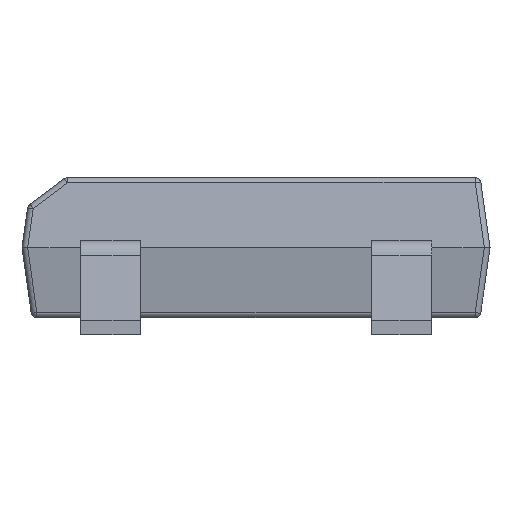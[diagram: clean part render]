
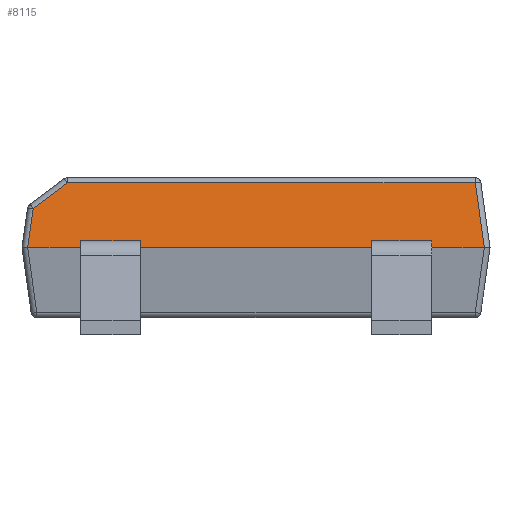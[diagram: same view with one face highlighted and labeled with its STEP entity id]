
A CAD part, left-side view. The second image highlights one B-rep face of the part: STEP entity #8115.
In plain terms, the highlighted planar face has unit normal (-0.99, 0, 0.139).
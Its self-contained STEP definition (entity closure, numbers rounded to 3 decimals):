
#201 = VERTEX_POINT ( 'NONE', #14633 ) ;
#458 = EDGE_CURVE ( 'NONE', #16445, #15185, #8154, .T. ) ;
#610 = EDGE_CURVE ( 'NONE', #12415, #10946, #8741, .T. ) ;
#811 = CARTESIAN_POINT ( 'NONE',  ( -3.183, -2.025, 0.12 ) ) ;
#929 = CARTESIAN_POINT ( 'NONE',  ( -3.107, 3.943, 0.659 ) ) ;
#1044 = CARTESIAN_POINT ( 'NONE',  ( -3.2, -4.001, 0. ) ) ;
#1228 = DIRECTION ( 'NONE',  ( 0.139, 0., 0.99 ) ) ;
#1905 = CARTESIAN_POINT ( 'NONE',  ( -3.103, 3.904, 0.689 ) ) ;
#2068 = VECTOR ( 'NONE', #11799, 1000. ) ;
#2135 = DIRECTION ( 'NONE',  ( 0., 1., 0. ) ) ;
#2533 = VECTOR ( 'NONE', #8295, 1000. ) ;
#2874 = EDGE_CURVE ( 'NONE', #201, #12415, #8521, .T. ) ;
#2907 = ORIENTED_EDGE ( 'NONE', *, *, #12722, .T. ) ;
#3077 = CARTESIAN_POINT ( 'NONE',  ( -3.2, -3.075, 0. ) ) ;
#3248 = VERTEX_POINT ( 'NONE', #12017 ) ;
#3438 = ORIENTED_EDGE ( 'NONE', *, *, #2874, .F. ) ;
#3959 = EDGE_CURVE ( 'NONE', #15334, #10974, #5793, .T. ) ;
#4002 = CARTESIAN_POINT ( 'NONE',  ( -3.2, -2.025, 0. ) ) ;
#4004 = LINE ( 'NONE', #9073, #13482 ) ;
#4597 = DIRECTION ( 'NONE',  ( 0., 1., 0. ) ) ;
#4700 = ORIENTED_EDGE ( 'NONE', *, *, #7622, .T. ) ;
#4708 = VECTOR ( 'NONE', #10923, 1000. ) ;
#5019 = CARTESIAN_POINT ( 'NONE',  ( -3.2, -4.1, 0. ) ) ;
#5140 = VECTOR ( 'NONE', #12398, 1000. ) ;
#5157 = CARTESIAN_POINT ( 'NONE',  ( -3.2, 2.025, 0. ) ) ;
#5166 = VECTOR ( 'NONE', #15781, 1000. ) ;
#5286 = VERTEX_POINT ( 'NONE', #6335 ) ;
#5367 = ORIENTED_EDGE ( 'NONE', *, *, #3959, .T. ) ;
#5609 = LINE ( 'NONE', #14641, #9995 ) ;
#5738 = LINE ( 'NONE', #10845, #13982 ) ;
#5793 = LINE ( 'NONE', #929, #5140 ) ;
#6183 = DIRECTION ( 'NONE',  ( -0.139, 0., -0.99 ) ) ;
#6335 = CARTESIAN_POINT ( 'NONE',  ( -3.2, 4.001, 0. ) ) ;
#6600 = LINE ( 'NONE', #11696, #4708 ) ;
#6796 = CARTESIAN_POINT ( 'NONE',  ( -3.04, 3.307, 1.139 ) ) ;
#7017 = ORIENTED_EDGE ( 'NONE', *, *, #10502, .T. ) ;
#7166 = PLANE ( 'NONE',  #15375 ) ;
#7193 = EDGE_CURVE ( 'NONE', #10974, #5286, #7206, .T. ) ;
#7206 = LINE ( 'NONE', #8384, #2533 ) ;
#7366 = VERTEX_POINT ( 'NONE', #11310 ) ;
#7622 = EDGE_CURVE ( 'NONE', #16434, #15334, #5609, .T. ) ;
#7690 = VERTEX_POINT ( 'NONE', #10342 ) ;
#7925 = LINE ( 'NONE', #8095, #2068 ) ;
#8095 = CARTESIAN_POINT ( 'NONE',  ( -3.2, -3.075, 0. ) ) ;
#8108 = VECTOR ( 'NONE', #9320, 1000. ) ;
#8115 = ADVANCED_FACE ( 'NONE', ( #15979 ), #7166, .T. ) ;
#8154 = LINE ( 'NONE', #15639, #11791 ) ;
#8200 = CARTESIAN_POINT ( 'NONE',  ( -3.2, -2.025, 0. ) ) ;
#8288 = ORIENTED_EDGE ( 'NONE', *, *, #10681, .F. ) ;
#8295 = DIRECTION ( 'NONE',  ( -0.138, 0.138, -0.981 ) ) ;
#8384 = CARTESIAN_POINT ( 'NONE',  ( -3.046, 3.847, 1.095 ) ) ;
#8521 = LINE ( 'NONE', #16162, #13244 ) ;
#8740 = EDGE_LOOP ( 'NONE', ( #10042, #12135, #4700, #5367, #11491, #15729, #15263, #8288, #13297, #7017, #9831, #3438, #2907 ) ) ;
#8741 = LINE ( 'NONE', #4002, #16063 ) ;
#9073 = CARTESIAN_POINT ( 'NONE',  ( -3.2, 3.075, 0. ) ) ;
#9320 = DIRECTION ( 'NONE',  ( -0.139, 0., -0.99 ) ) ;
#9478 = DIRECTION ( 'NONE',  ( 0.138, 0.138, 0.981 ) ) ;
#9492 = CARTESIAN_POINT ( 'NONE',  ( -3.2, 2.025, 0. ) ) ;
#9831 = ORIENTED_EDGE ( 'NONE', *, *, #610, .F. ) ;
#9995 = VECTOR ( 'NONE', #4597, 1000. ) ;
#10042 = ORIENTED_EDGE ( 'NONE', *, *, #458, .T. ) ;
#10182 = DIRECTION ( 'NONE',  ( -0.99, 0., 0.139 ) ) ;
#10342 = CARTESIAN_POINT ( 'NONE',  ( -3.183, 2.025, 0.12 ) ) ;
#10502 = EDGE_CURVE ( 'NONE', #15229, #10946, #11671, .T. ) ;
#10681 = EDGE_CURVE ( 'NONE', #7690, #3248, #5738, .T. ) ;
#10845 = CARTESIAN_POINT ( 'NONE',  ( -3.183, -4.1, 0.12 ) ) ;
#10923 = DIRECTION ( 'NONE',  ( 0., -1., 0. ) ) ;
#10946 = VERTEX_POINT ( 'NONE', #8200 ) ;
#10974 = VERTEX_POINT ( 'NONE', #1905 ) ;
#11310 = CARTESIAN_POINT ( 'NONE',  ( -3.2, 3.075, 0. ) ) ;
#11491 = ORIENTED_EDGE ( 'NONE', *, *, #7193, .T. ) ;
#11671 = LINE ( 'NONE', #13186, #5166 ) ;
#11696 = CARTESIAN_POINT ( 'NONE',  ( -3.2, -4.1, 0. ) ) ;
#11791 = VECTOR ( 'NONE', #15880, 1000. ) ;
#11799 = DIRECTION ( 'NONE',  ( -0.139, 0., -0.99 ) ) ;
#12017 = CARTESIAN_POINT ( 'NONE',  ( -3.183, 3.075, 0.12 ) ) ;
#12135 = ORIENTED_EDGE ( 'NONE', *, *, #12478, .T. ) ;
#12338 = EDGE_CURVE ( 'NONE', #5286, #7366, #6600, .T. ) ;
#12398 = DIRECTION ( 'NONE',  ( -0.084, 0.796, -0.6 ) ) ;
#12415 = VERTEX_POINT ( 'NONE', #811 ) ;
#12478 = EDGE_CURVE ( 'NONE', #15185, #16434, #16366, .T. ) ;
#12722 = EDGE_CURVE ( 'NONE', #201, #16445, #7925, .T. ) ;
#13017 = CARTESIAN_POINT ( 'NONE',  ( -3.04, -3.841, 1.139 ) ) ;
#13186 = CARTESIAN_POINT ( 'NONE',  ( -3.2, -4.1, 0. ) ) ;
#13244 = VECTOR ( 'NONE', #2135, 1000. ) ;
#13297 = ORIENTED_EDGE ( 'NONE', *, *, #16451, .T. ) ;
#13482 = VECTOR ( 'NONE', #6183, 1000. ) ;
#13516 = VECTOR ( 'NONE', #9478, 1000. ) ;
#13982 = VECTOR ( 'NONE', #15947, 1000. ) ;
#14633 = CARTESIAN_POINT ( 'NONE',  ( -3.183, -3.075, 0.12 ) ) ;
#14641 = CARTESIAN_POINT ( 'NONE',  ( -3.04, 3.34, 1.139 ) ) ;
#15124 = CARTESIAN_POINT ( 'NONE',  ( -3.202, -4.003, -0.013 ) ) ;
#15185 = VERTEX_POINT ( 'NONE', #1044 ) ;
#15229 = VERTEX_POINT ( 'NONE', #5157 ) ;
#15263 = ORIENTED_EDGE ( 'NONE', *, *, #16317, .F. ) ;
#15334 = VERTEX_POINT ( 'NONE', #6796 ) ;
#15375 = AXIS2_PLACEMENT_3D ( 'NONE', #5019, #10182, #1228 ) ;
#15380 = DIRECTION ( 'NONE',  ( -0.139, 0., -0.99 ) ) ;
#15639 = CARTESIAN_POINT ( 'NONE',  ( -3.2, -4.1, 0. ) ) ;
#15699 = LINE ( 'NONE', #9492, #8108 ) ;
#15729 = ORIENTED_EDGE ( 'NONE', *, *, #12338, .T. ) ;
#15781 = DIRECTION ( 'NONE',  ( 0., -1., 0. ) ) ;
#15880 = DIRECTION ( 'NONE',  ( 0., -1., 0. ) ) ;
#15947 = DIRECTION ( 'NONE',  ( 0., 1., 0. ) ) ;
#15979 = FACE_OUTER_BOUND ( 'NONE', #8740, .T. ) ;
#16063 = VECTOR ( 'NONE', #15380, 1000. ) ;
#16162 = CARTESIAN_POINT ( 'NONE',  ( -3.183, -4.1, 0.12 ) ) ;
#16317 = EDGE_CURVE ( 'NONE', #3248, #7366, #4004, .T. ) ;
#16366 = LINE ( 'NONE', #15124, #13516 ) ;
#16434 = VERTEX_POINT ( 'NONE', #13017 ) ;
#16445 = VERTEX_POINT ( 'NONE', #3077 ) ;
#16451 = EDGE_CURVE ( 'NONE', #7690, #15229, #15699, .T. ) ;
